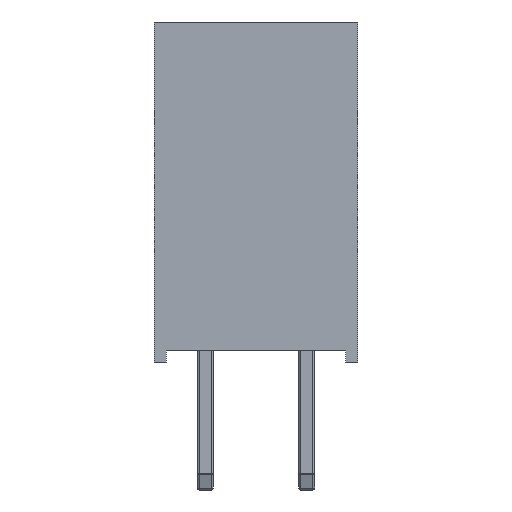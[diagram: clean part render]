
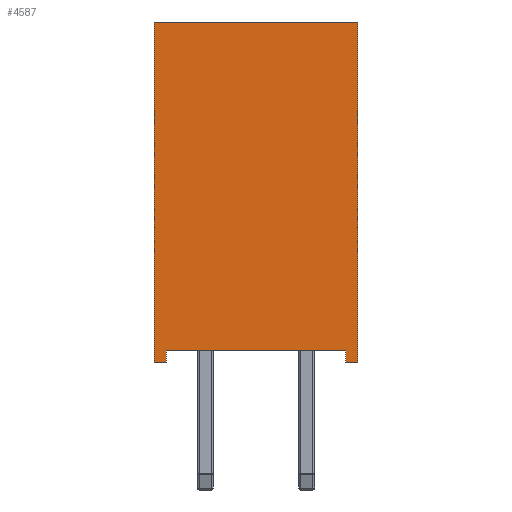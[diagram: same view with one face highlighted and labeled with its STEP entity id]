
A CAD part, left-side view. The second image highlights one B-rep face of the part: STEP entity #4587.
In plain terms, the highlighted planar face has unit normal (-1, 0, 0).
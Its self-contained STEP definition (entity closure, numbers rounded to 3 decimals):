
#614=FACE_OUTER_BOUND('',#904,.T.);
#904=EDGE_LOOP('',(#2964,#2965,#2966,#2967,#2968,#2969,#2970,#2971));
#1226=LINE('',#7139,#1574);
#1227=LINE('',#7142,#1575);
#1229=LINE('',#7146,#1577);
#1230=LINE('',#7148,#1578);
#1231=LINE('',#7150,#1579);
#1232=LINE('',#7152,#1580);
#1233=LINE('',#7154,#1581);
#1234=LINE('',#7155,#1582);
#1574=VECTOR('',#5566,10.);
#1575=VECTOR('',#5569,10.);
#1577=VECTOR('',#5573,10.);
#1578=VECTOR('',#5574,10.);
#1579=VECTOR('',#5575,10.);
#1580=VECTOR('',#5576,10.);
#1581=VECTOR('',#5577,10.);
#1582=VECTOR('',#5578,10.);
#1920=VERTEX_POINT('',#7135);
#1921=VERTEX_POINT('',#7137);
#1922=VERTEX_POINT('',#7141);
#1923=VERTEX_POINT('',#7145);
#1924=VERTEX_POINT('',#7147);
#1925=VERTEX_POINT('',#7149);
#1926=VERTEX_POINT('',#7151);
#1927=VERTEX_POINT('',#7153);
#2298=EDGE_CURVE('',#1920,#1921,#1226,.T.);
#2299=EDGE_CURVE('',#1922,#1920,#1227,.T.);
#2301=EDGE_CURVE('',#1921,#1923,#1229,.T.);
#2302=EDGE_CURVE('',#1923,#1924,#1230,.T.);
#2303=EDGE_CURVE('',#1924,#1925,#1231,.T.);
#2304=EDGE_CURVE('',#1925,#1926,#1232,.T.);
#2305=EDGE_CURVE('',#1927,#1926,#1233,.T.);
#2306=EDGE_CURVE('',#1922,#1927,#1234,.T.);
#2964=ORIENTED_EDGE('',*,*,#2301,.T.);
#2965=ORIENTED_EDGE('',*,*,#2302,.T.);
#2966=ORIENTED_EDGE('',*,*,#2303,.T.);
#2967=ORIENTED_EDGE('',*,*,#2304,.T.);
#2968=ORIENTED_EDGE('',*,*,#2305,.F.);
#2969=ORIENTED_EDGE('',*,*,#2306,.F.);
#2970=ORIENTED_EDGE('',*,*,#2299,.T.);
#2971=ORIENTED_EDGE('',*,*,#2298,.T.);
#4258=PLANE('',#4931);
#4587=ADVANCED_FACE('',(#614),#4258,.T.);
#4931=AXIS2_PLACEMENT_3D('',#7144,#5571,#5572);
#5566=DIRECTION('',(0.,0.,1.));
#5569=DIRECTION('',(0.,-1.,0.));
#5571=DIRECTION('center_axis',(-1.,0.,0.));
#5572=DIRECTION('ref_axis',(0.,-1.,0.));
#5573=DIRECTION('',(0.,-1.,0.));
#5574=DIRECTION('',(0.,0.,-1.));
#5575=DIRECTION('',(0.,-1.,0.));
#5576=DIRECTION('',(0.,0.,1.));
#5577=DIRECTION('',(0.,-1.,0.));
#5578=DIRECTION('',(0.,0.,1.));
#7135=CARTESIAN_POINT('',(-1.27,3.51,0.));
#7137=CARTESIAN_POINT('',(-1.27,3.51,0.3));
#7139=CARTESIAN_POINT('',(-1.27,3.51,0.));
#7141=CARTESIAN_POINT('',(-1.27,3.81,0.));
#7142=CARTESIAN_POINT('',(-1.27,3.81,0.));
#7144=CARTESIAN_POINT('Origin',(-1.27,1.27,0.));
#7145=CARTESIAN_POINT('',(-1.27,-0.97,0.3));
#7146=CARTESIAN_POINT('',(-1.27,1.27,0.3));
#7147=CARTESIAN_POINT('',(-1.27,-0.97,0.));
#7148=CARTESIAN_POINT('',(-1.27,-0.97,0.));
#7149=CARTESIAN_POINT('',(-1.27,-1.27,0.));
#7150=CARTESIAN_POINT('',(-1.27,1.27,0.));
#7151=CARTESIAN_POINT('',(-1.27,-1.27,8.5));
#7152=CARTESIAN_POINT('',(-1.27,-1.27,0.));
#7153=CARTESIAN_POINT('',(-1.27,3.81,8.5));
#7154=CARTESIAN_POINT('',(-1.27,3.81,8.5));
#7155=CARTESIAN_POINT('',(-1.27,3.81,0.));
